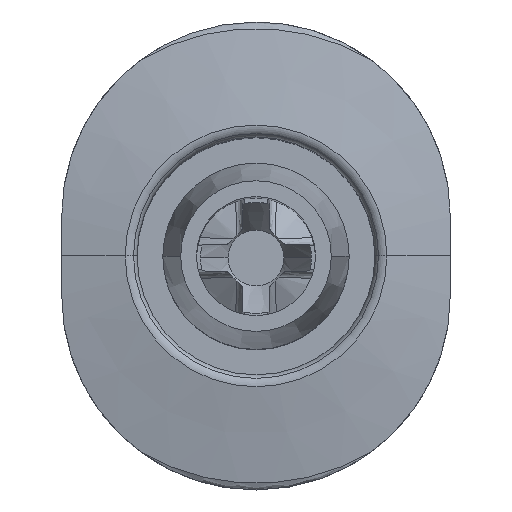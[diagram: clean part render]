
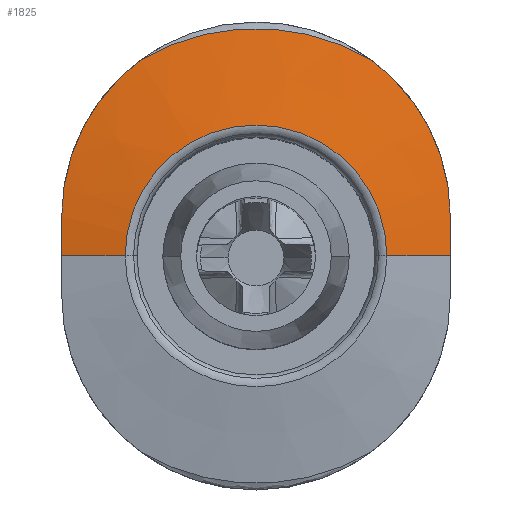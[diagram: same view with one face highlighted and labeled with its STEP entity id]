
A CAD part, top view. The second image highlights one B-rep face of the part: STEP entity #1825.
In plain terms, the highlighted conical face has half-angle 80 degrees and reference radius 4.517 mm.
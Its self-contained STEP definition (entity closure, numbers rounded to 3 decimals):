
#289=CARTESIAN_POINT('',(2.915,4.938,45.471));
#290=CARTESIAN_POINT('',(3.121,4.786,45.475));
#291=CARTESIAN_POINT('',(3.508,4.45,45.486));
#292=CARTESIAN_POINT('',(4.002,3.862,45.504));
#293=CARTESIAN_POINT('',(4.397,3.206,45.525));
#294=CARTESIAN_POINT('',(4.686,2.499,45.549));
#295=CARTESIAN_POINT('',(4.861,1.758,45.574));
#296=CARTESIAN_POINT('',(4.9,1.252,45.591));
#297=CARTESIAN_POINT('',(4.9,1.,45.6));
#299=CARTESIAN_POINT('',(4.9,1.,45.6));
#300=CARTESIAN_POINT('',(4.9,0.889,45.604));
#301=CARTESIAN_POINT('',(4.9,0.667,45.611));
#302=CARTESIAN_POINT('',(4.9,0.334,45.617));
#303=CARTESIAN_POINT('',(4.9,0.111,45.618));
#304=CARTESIAN_POINT('',(4.9,0.,45.618));
#306=DIRECTION('',(-0.985,0.,0.174));
#307=VECTOR('',#306,1.625);
#308=CARTESIAN_POINT('',(4.9,0.,45.618));
#309=LINE('',#308,#307);
#310=CARTESIAN_POINT('',(-4.9,0.,
45.618));
#311=CARTESIAN_POINT('',(-4.9,0.111,45.618));
#312=CARTESIAN_POINT('',(-4.9,0.334,45.617));
#313=CARTESIAN_POINT('',(-4.9,0.667,45.611));
#314=CARTESIAN_POINT('',(-4.9,0.889,45.604));
#315=CARTESIAN_POINT('',(-4.9,1.,45.6));
#317=CARTESIAN_POINT('',(-4.9,1.,45.6));
#318=CARTESIAN_POINT('',(-4.9,1.252,45.591));
#319=CARTESIAN_POINT('',(-4.861,1.758,45.574));
#320=CARTESIAN_POINT('',(-4.686,2.499,45.549));
#321=CARTESIAN_POINT('',(-4.397,3.206,45.525));
#322=CARTESIAN_POINT('',(-4.002,3.862,45.504));
#323=CARTESIAN_POINT('',(-3.508,4.45,45.486));
#324=CARTESIAN_POINT('',(-3.121,4.786,45.475));
#325=CARTESIAN_POINT('',(-2.915,4.939,45.471));
#327=CARTESIAN_POINT('',(0.,0.,45.471));
#328=DIRECTION('',(0.,0.,1.));
#329=DIRECTION('',(0.508,0.861,0.));
#330=AXIS2_PLACEMENT_3D('',#327,#328,#329);
#363=DIRECTION('',(0.985,0.,0.174));
#364=VECTOR('',#363,1.625);
#365=CARTESIAN_POINT('',(-4.9,0.,
45.618));
#366=LINE('',#365,#364);
#409=CARTESIAN_POINT('',(0.,0.,45.9));
#410=DIRECTION('',(0.,0.,-1.));
#411=DIRECTION('',(-1.,0.,0.));
#412=AXIS2_PLACEMENT_3D('',#409,#410,#411);
#1070=VERTEX_POINT('',#317);
#1071=VERTEX_POINT('',#325);
#1072=CARTESIAN_POINT('',(4.9,1.,45.6));
#1073=VERTEX_POINT('',#1072);
#1074=VERTEX_POINT('',#289);
#1076=VERTEX_POINT('',#304);
#1077=CARTESIAN_POINT('',(3.3,0.,45.9));
#1078=VERTEX_POINT('',#1077);
#1079=CARTESIAN_POINT('',(-3.3,0.,45.9));
#1080=VERTEX_POINT('',#1079);
#1081=CARTESIAN_POINT('',(-4.9,0.,
45.618));
#1082=VERTEX_POINT('',#1081);
#1804=CARTESIAN_POINT('',(0.,0.,45.685));
#1805=DIRECTION('',(0.,0.,-1.));
#1806=DIRECTION('',(1.,0.,0.));
#1807=AXIS2_PLACEMENT_3D('',#1804,#1805,#1806);
#1808=CONICAL_SURFACE('',#1807,4.517,80.);
#1810=ORIENTED_EDGE('',*,*,#1809,.F.);
#1811=ORIENTED_EDGE('',*,*,#1788,.T.);
#1813=ORIENTED_EDGE('',*,*,#1812,.T.);
#1815=ORIENTED_EDGE('',*,*,#1814,.T.);
#1817=ORIENTED_EDGE('',*,*,#1816,.F.);
#1819=ORIENTED_EDGE('',*,*,#1818,.F.);
#1821=ORIENTED_EDGE('',*,*,#1820,.T.);
#1822=ORIENTED_EDGE('',*,*,#1781,.T.);
#1823=EDGE_LOOP('',(#1810,#1811,#1813,#1815,#1817,#1819,#1821,#1822));
#1824=FACE_OUTER_BOUND('',#1823,.F.);
#1825=ADVANCED_FACE('',(#1824),#1808,.T.);
#298=B_SPLINE_CURVE_WITH_KNOTS('',3,(#289,#290,#291,#292,#293,#294,#295,#296,
#297),.UNSPECIFIED.,.F.,.F.,(4,1,1,1,1,1,4),(0.,0.167,
0.333,0.5,0.667,0.833,1.),
.UNSPECIFIED.);
#305=B_SPLINE_CURVE_WITH_KNOTS('',3,(#299,#300,#301,#302,#303,#304),
.UNSPECIFIED.,.F.,.F.,(4,1,1,4),(0.,0.333,0.667,1.),
.UNSPECIFIED.);
#316=B_SPLINE_CURVE_WITH_KNOTS('',3,(#310,#311,#312,#313,#314,#315),
.UNSPECIFIED.,.F.,.F.,(4,1,1,4),(0.,0.333,0.667,1.),
.UNSPECIFIED.);
#326=B_SPLINE_CURVE_WITH_KNOTS('',3,(#317,#318,#319,#320,#321,#322,#323,#324,
#325),.UNSPECIFIED.,.F.,.F.,(4,1,1,1,1,1,4),(0.,0.167,
0.333,0.5,0.667,0.833,1.),
.UNSPECIFIED.);
#331=CIRCLE('',#330,5.735);
#413=CIRCLE('',#412,3.3);
#1781=EDGE_CURVE('',#1070,#1071,#326,.T.);
#1788=EDGE_CURVE('',#1074,#1073,#298,.T.);
#1809=EDGE_CURVE('',#1074,#1071,#331,.T.);
#1812=EDGE_CURVE('',#1073,#1076,#305,.T.);
#1814=EDGE_CURVE('',#1076,#1078,#309,.T.);
#1816=EDGE_CURVE('',#1080,#1078,#413,.T.);
#1818=EDGE_CURVE('',#1082,#1080,#366,.T.);
#1820=EDGE_CURVE('',#1082,#1070,#316,.T.);
